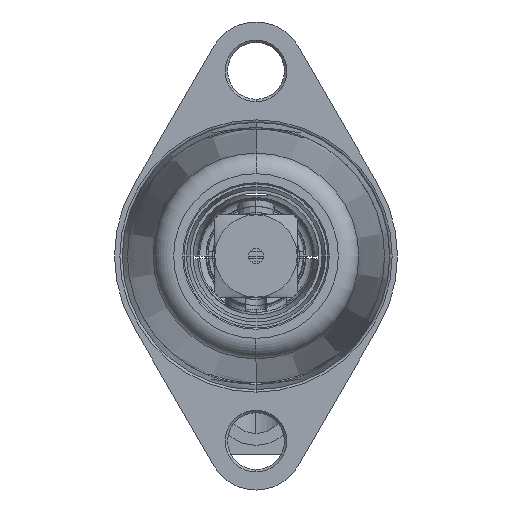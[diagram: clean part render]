
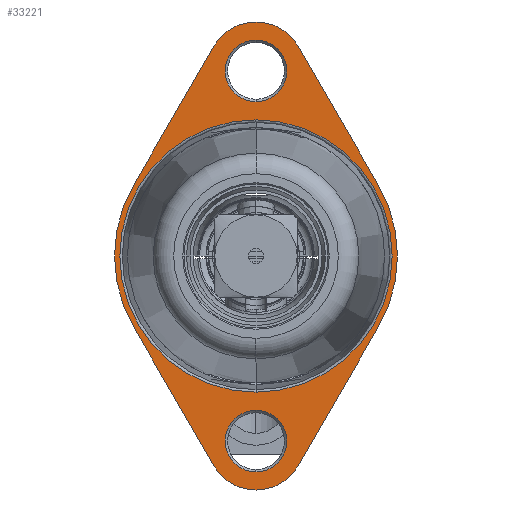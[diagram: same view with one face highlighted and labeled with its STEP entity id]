
A CAD part, left-side view. The second image highlights one B-rep face of the part: STEP entity #33221.
In plain terms, the highlighted planar face has unit normal (-1, 0, 0).
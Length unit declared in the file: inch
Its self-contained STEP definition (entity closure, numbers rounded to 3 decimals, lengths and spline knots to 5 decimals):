
#30881=CARTESIAN_POINT('',(-19.2708,0.005,0.));
#30882=DIRECTION('',(-1.,0.,0.));
#30883=DIRECTION('',(0.,0.,-1.));
#30884=AXIS2_PLACEMENT_3D('',#30881,#30882,#30883);
#30886=CARTESIAN_POINT('',(-19.2708,0.005,0.));
#30887=DIRECTION('',(-1.,0.,0.));
#30888=DIRECTION('',(0.,0.,1.));
#30889=AXIS2_PLACEMENT_3D('',#30886,#30887,#30888);
#30891=CARTESIAN_POINT('',(-19.2708,0.005,2.25));
#30892=DIRECTION('',(1.,0.,0.));
#30893=DIRECTION('',(0.,0.866,0.5));
#30894=AXIS2_PLACEMENT_3D('',#30891,#30892,#30893);
#30896=DIRECTION('',(0.,0.5,0.866));
#30897=VECTOR('',#30896,1.94798);
#30898=CARTESIAN_POINT('',(-19.2708,-1.48412,0.86076));
#30899=LINE('',#30898,#30897);
#30900=CARTESIAN_POINT('',(-19.2708,0.005,0.));
#30901=DIRECTION('',(1.,0.,0.));
#30902=DIRECTION('',(0.,-0.866,0.5));
#30903=AXIS2_PLACEMENT_3D('',#30900,#30901,#30902);
#30905=DIRECTION('',(0.,-0.5,0.866));
#30906=VECTOR('',#30905,1.94798);
#30907=CARTESIAN_POINT('',(-19.2708,-0.50927,-2.54726));
#30908=LINE('',#30907,#30906);
#30909=CARTESIAN_POINT('',(-19.2708,0.005,-2.25));
#30910=DIRECTION('',(1.,0.,0.));
#30911=DIRECTION('',(0.,-0.866,-0.5));
#30912=AXIS2_PLACEMENT_3D('',#30909,#30910,#30911);
#30914=DIRECTION('',(0.,-0.5,-0.866));
#30915=VECTOR('',#30914,1.94798);
#30916=CARTESIAN_POINT('',(-19.2708,1.49412,-0.86076));
#30917=LINE('',#30916,#30915);
#30918=CARTESIAN_POINT('',(-19.2708,0.005,0.));
#30919=DIRECTION('',(1.,0.,0.));
#30920=DIRECTION('',(0.,0.866,-0.5));
#30921=AXIS2_PLACEMENT_3D('',#30918,#30919,#30920);
#30923=DIRECTION('',(0.,0.5,-0.866));
#30924=VECTOR('',#30923,1.94798);
#30925=CARTESIAN_POINT('',(-19.2708,0.51927,2.54726));
#30926=LINE('',#30925,#30924);
#32497=CARTESIAN_POINT('',(-19.2708,0.005,2.25));
#32498=DIRECTION('',(-1.,0.,0.));
#32499=DIRECTION('',(0.,0.,1.));
#32500=AXIS2_PLACEMENT_3D('',#32497,#32498,#32499);
#32507=CARTESIAN_POINT('',(-19.2708,0.005,2.25));
#32508=DIRECTION('',(-1.,0.,0.));
#32509=DIRECTION('',(0.,0.,-1.));
#32510=AXIS2_PLACEMENT_3D('',#32507,#32508,#32509);
#32525=CARTESIAN_POINT('',(-19.2708,0.005,-2.25));
#32526=DIRECTION('',(-1.,0.,0.));
#32527=DIRECTION('',(0.,0.,1.));
#32528=AXIS2_PLACEMENT_3D('',#32525,#32526,#32527);
#32535=CARTESIAN_POINT('',(-19.2708,0.005,-2.25));
#32536=DIRECTION('',(-1.,0.,0.));
#32537=DIRECTION('',(0.,0.,-1.));
#32538=AXIS2_PLACEMENT_3D('',#32535,#32536,#32537);
#33038=CARTESIAN_POINT('',(-19.2708,0.005,1.655));
#33039=CARTESIAN_POINT('',(-19.2708,0.005,-1.655));
#33040=VERTEX_POINT('',#33038);
#33041=VERTEX_POINT('',#33039);
#33042=CARTESIAN_POINT('',(-19.2708,0.51927,2.54726));
#33043=CARTESIAN_POINT('',(-19.2708,-0.50927,2.54726));
#33044=VERTEX_POINT('',#33042);
#33045=VERTEX_POINT('',#33043);
#33046=CARTESIAN_POINT('',(-19.2708,1.49412,0.86076));
#33047=VERTEX_POINT('',#33046);
#33048=CARTESIAN_POINT('',(-19.2708,1.49412,-0.86076));
#33049=VERTEX_POINT('',#33048);
#33050=CARTESIAN_POINT('',(-19.2708,0.51927,-2.54726));
#33051=VERTEX_POINT('',#33050);
#33052=CARTESIAN_POINT('',(-19.2708,-0.50927,-2.54726));
#33053=VERTEX_POINT('',#33052);
#33054=CARTESIAN_POINT('',(-19.2708,-1.48412,-0.86076));
#33055=VERTEX_POINT('',#33054);
#33056=CARTESIAN_POINT('',(-19.2708,-1.48412,0.86076));
#33057=VERTEX_POINT('',#33056);
#33090=CARTESIAN_POINT('',(-19.2708,0.005,2.625));
#33091=CARTESIAN_POINT('',(-19.2708,0.005,1.875));
#33092=VERTEX_POINT('',#33090);
#33093=VERTEX_POINT('',#33091);
#33098=CARTESIAN_POINT('',(-19.2708,0.005,-1.875));
#33099=CARTESIAN_POINT('',(-19.2708,0.005,-2.625));
#33100=VERTEX_POINT('',#33098);
#33101=VERTEX_POINT('',#33099);
#33180=CARTESIAN_POINT('',(-19.2708,0.005,0.));
#33181=DIRECTION('',(1.,0.,0.));
#33182=DIRECTION('',(0.,0.,-1.));
#33183=AXIS2_PLACEMENT_3D('',#33180,#33181,#33182);
#33184=PLANE('',#33183);
#33186=ORIENTED_EDGE('',*,*,#33185,.T.);
#33188=ORIENTED_EDGE('',*,*,#33187,.F.);
#33190=ORIENTED_EDGE('',*,*,#33189,.T.);
#33192=ORIENTED_EDGE('',*,*,#33191,.F.);
#33194=ORIENTED_EDGE('',*,*,#33193,.T.);
#33196=ORIENTED_EDGE('',*,*,#33195,.F.);
#33198=ORIENTED_EDGE('',*,*,#33197,.T.);
#33200=ORIENTED_EDGE('',*,*,#33199,.F.);
#33201=EDGE_LOOP('',(#33186,#33188,#33190,#33192,#33194,#33196,#33198,#33200));
#33202=FACE_OUTER_BOUND('',#33201,.F.);
#33204=ORIENTED_EDGE('',*,*,#33203,.T.);
#33206=ORIENTED_EDGE('',*,*,#33205,.T.);
#33207=EDGE_LOOP('',(#33204,#33206));
#33208=FACE_BOUND('',#33207,.F.);
#33210=ORIENTED_EDGE('',*,*,#33209,.T.);
#33212=ORIENTED_EDGE('',*,*,#33211,.T.);
#33213=EDGE_LOOP('',(#33210,#33212));
#33214=FACE_BOUND('',#33213,.F.);
#33216=ORIENTED_EDGE('',*,*,#33215,.T.);
#33218=ORIENTED_EDGE('',*,*,#33217,.T.);
#33219=EDGE_LOOP('',(#33216,#33218));
#33220=FACE_BOUND('',#33219,.F.);
#33221=ADVANCED_FACE('',(#33202,#33208,#33214,#33220),#33184,.F.);
#30885=CIRCLE('',#30884,1.655);
#30890=CIRCLE('',#30889,1.655);
#30895=CIRCLE('',#30894,0.594);
#30904=CIRCLE('',#30903,1.72);
#30913=CIRCLE('',#30912,0.594);
#30922=CIRCLE('',#30921,1.72);
#32501=CIRCLE('',#32500,0.375);
#32511=CIRCLE('',#32510,0.375);
#32529=CIRCLE('',#32528,0.375);
#32539=CIRCLE('',#32538,0.375);
#33185=EDGE_CURVE('',#33044,#33045,#30895,.T.);
#33187=EDGE_CURVE('',#33057,#33045,#30899,.T.);
#33189=EDGE_CURVE('',#33057,#33055,#30904,.T.);
#33191=EDGE_CURVE('',#33053,#33055,#30908,.T.);
#33193=EDGE_CURVE('',#33053,#33051,#30913,.T.);
#33195=EDGE_CURVE('',#33049,#33051,#30917,.T.);
#33197=EDGE_CURVE('',#33049,#33047,#30922,.T.);
#33199=EDGE_CURVE('',#33044,#33047,#30926,.T.);
#33203=EDGE_CURVE('',#33041,#33040,#30885,.T.);
#33205=EDGE_CURVE('',#33040,#33041,#30890,.T.);
#33209=EDGE_CURVE('',#33093,#33092,#32511,.T.);
#33211=EDGE_CURVE('',#33092,#33093,#32501,.T.);
#33215=EDGE_CURVE('',#33101,#33100,#32539,.T.);
#33217=EDGE_CURVE('',#33100,#33101,#32529,.T.);
